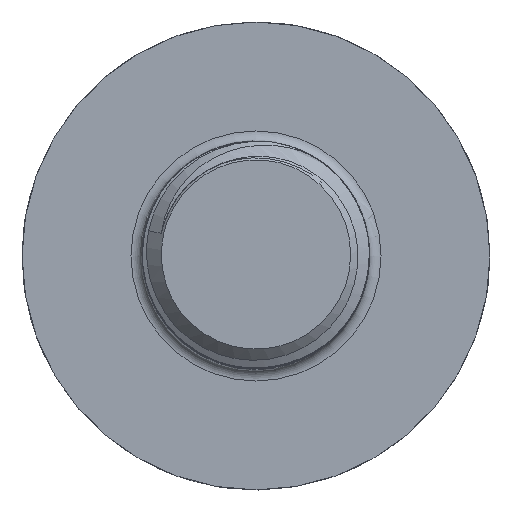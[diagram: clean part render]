
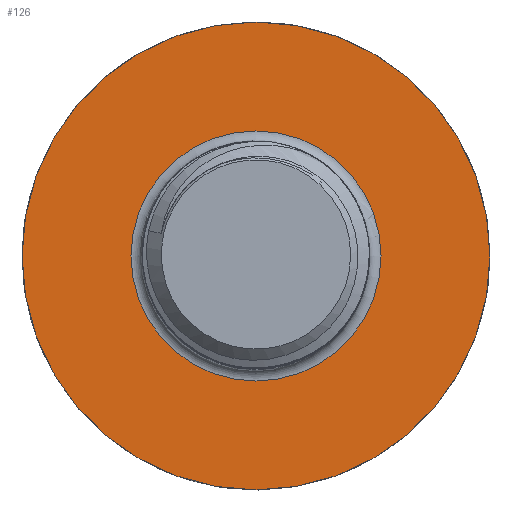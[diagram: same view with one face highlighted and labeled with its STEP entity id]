
A CAD part, top view. The second image highlights one B-rep face of the part: STEP entity #126.
In plain terms, the highlighted planar face has unit normal (0, 0, 1).
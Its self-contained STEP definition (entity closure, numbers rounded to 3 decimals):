
#52=PLANE('',#492);
#91=CIRCLE('',#489,6.6);
#92=CIRCLE('',#491,12.35);
#126=ADVANCED_FACE('',(#168,#169),#52,.T.);
#168=FACE_BOUND('',#185,.T.);
#169=FACE_BOUND('',#186,.T.);
#185=EDGE_LOOP('',(#231));
#186=EDGE_LOOP('',(#232));
#231=ORIENTED_EDGE('',*,*,#391,.F.);
#232=ORIENTED_EDGE('',*,*,#392,.T.);
#350=VERTEX_POINT('',#1447);
#351=VERTEX_POINT('',#1450);
#391=EDGE_CURVE('',#350,#350,#91,.T.);
#392=EDGE_CURVE('',#351,#351,#92,.T.);
#489=AXIS2_PLACEMENT_3D('',#1446,#532,#533);
#491=AXIS2_PLACEMENT_3D('',#1449,#536,#537);
#492=AXIS2_PLACEMENT_3D('',#1451,#538,#539);
#532=DIRECTION('',(0.,0.,1.));
#533=DIRECTION('',(1.,0.,0.));
#536=DIRECTION('',(0.,0.,1.));
#537=DIRECTION('',(1.,0.,0.));
#538=DIRECTION('',(0.,0.,1.));
#539=DIRECTION('',(-1.,0.011,0.));
#1446=CARTESIAN_POINT('',(-131.623,499.216,213.334));
#1447=CARTESIAN_POINT('',(-125.023,499.216,213.334));
#1449=CARTESIAN_POINT('',(-131.623,499.216,213.334));
#1450=CARTESIAN_POINT('',(-119.273,499.216,213.334));
#1451=CARTESIAN_POINT('',(-143.972,499.346,213.334));
